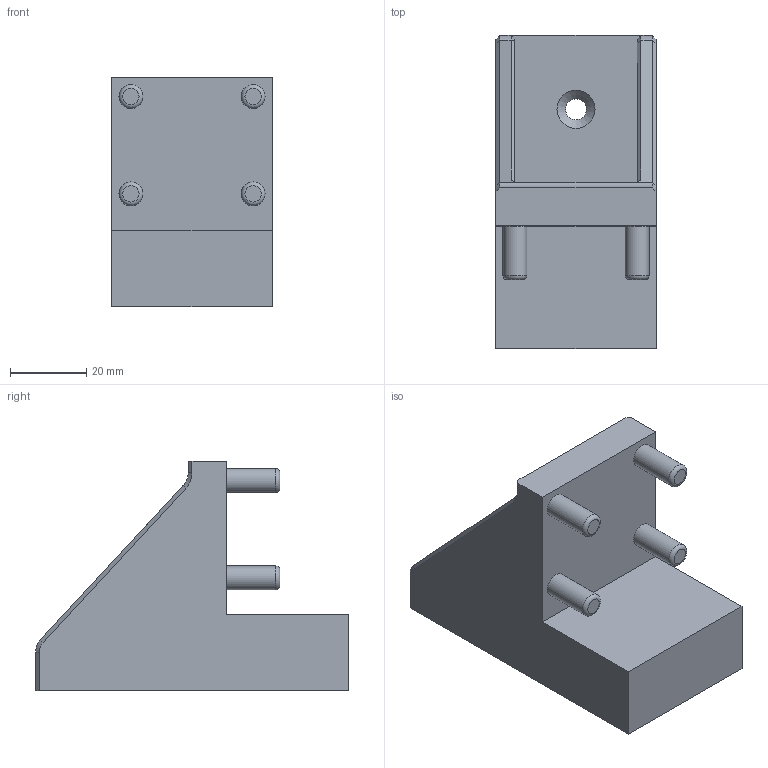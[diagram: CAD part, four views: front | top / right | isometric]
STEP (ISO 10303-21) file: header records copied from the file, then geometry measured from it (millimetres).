
FILE_DESCRIPTION(('FreeCAD Model'),'2;1');
FILE_NAME('Open CASCADE Shape Model','2026-02-16T12:51:10',('Author'),( ''),'Open CASCADE STEP processor 7.8','FreeCAD','Unknown');
FILE_SCHEMA(('AUTOMOTIVE_DESIGN { 1 0 10303 214 1 1 1 1 }'));
Length unit declared in the file: millimetre
Products named in the file (1): Body
Bounding box: 42 x 82 x 60 mm (x, y, z)
Surface area: 19256.4 mm2 (no closed solid volume)
Topology: 0 solids, 1 shells, 48 faces, 110 edges, 68 vertices
Faces by surface type: plane 27, cylinder 8, cone 7, torus 4, bspline 2
Full cylindrical faces by diameter (mm): 5.5 x1, 6.25 x4
Entity records: 1530 total; most frequent: CARTESIAN_POINT 408, DIRECTION 231, ORIENTED_EDGE 219, EDGE_CURVE 110, AXIS2_PLACEMENT_3D 78, LINE 75, VECTOR 75, VERTEX_POINT 69
